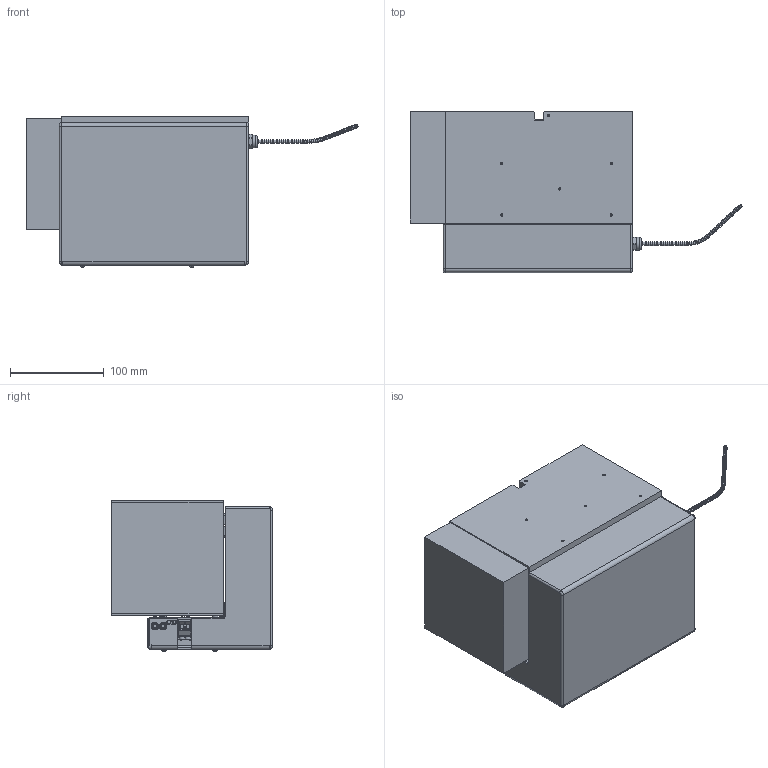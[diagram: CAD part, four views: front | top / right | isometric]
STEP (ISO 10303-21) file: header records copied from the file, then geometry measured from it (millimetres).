
FILE_DESCRIPTION (( 'STEP AP203' ), '1' );
FILE_NAME ('CCM-I_Moyen_LA17-200.STEP', '2023-07-12T13:25:15', ( '' ), ( '' ), 'SwSTEP 2.0', 'SolidWorks 2021', '' );
FILE_SCHEMA (( 'CONFIG_CONTROL_DESIGN' ));
Length unit declared in the file: millimetre
Products named in the file (8): Presse étoupe M12; SW-01925; Carte CCM light; Gaine inox 4mm sortie; socket button head cap screw_am_B18.3.4M - 3 x 0.5 x 8 SBHCS --N; SW-01927; CCM-I_Moyen_LA17-200; Dissipateur LA17 200
Assembly tree (9 placements, depth 2):
  CCM-I_Moyen_LA17-200
    Carte CCM light
    Gaine inox 4mm sortie
    Presse étoupe M12
    socket button head cap screw_am_B18.3.4M - 3 x 0.5 x 8 SBHCS --N  x3
    SW-01925
    SW-01927
    Dissipateur LA17 200
Bounding box: 354.54 x 172.5 x 160.21 mm (x, y, z)
Volume: 2355210.4 mm3; surface area: 913216.6 mm2
Topology: 8 solids, 221 shells, 2262 faces, 7264 edges, 5254 vertices
Faces by surface type: plane 1640, cylinder 438, cone 113, bspline 54, torus 12, sphere 5
Full cylindrical faces by diameter (mm): 0.457 x11, 0.889 x2, 1 x2, 1.1 x1, 1.19 x39, 1.2 x10, 1.3 x1, 1.6 x4, 1.93 x4, 2.275 x2, 2.459 x4, 2.5 x21, 2.9 x2, 3 x33, 3.3 x19, 3.556 x2, 3.58 x2, 3.6 x5, 3.8 x1, 4 x33, 4.08 x1, 4.5 x2, 4.6 x2, 5.2 x4, 5.486 x1, 5.7 x3, 6 x7, 6.5 x1, 7.2 x1, 8 x4
Entity records: 81656 total; most frequent: CARTESIAN_POINT 20254, DIRECTION 11831, ORIENTED_EDGE 10938, EDGE_CURVE 6830, VERTEX_POINT 5150, VECTOR 4997, LINE 4997, AXIS2_PLACEMENT_3D 3417
